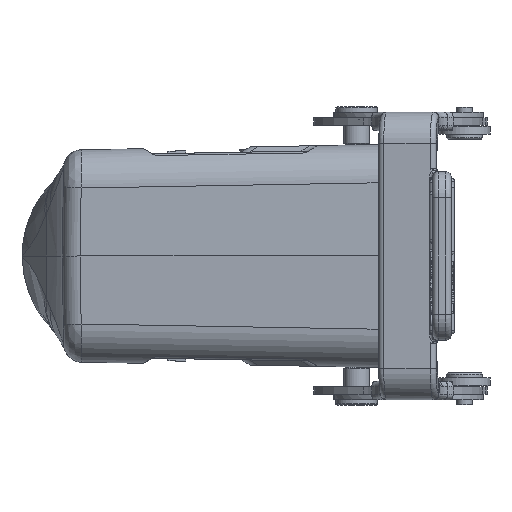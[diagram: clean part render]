
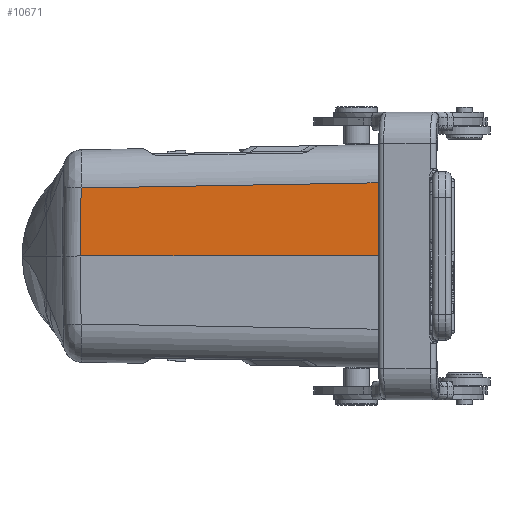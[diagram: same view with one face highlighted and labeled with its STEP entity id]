
A CAD part, left-side view. The second image highlights one B-rep face of the part: STEP entity #10671.
In plain terms, the highlighted planar face has unit normal (-1, 0.018, 0.017).
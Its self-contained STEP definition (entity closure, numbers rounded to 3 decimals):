
#9192=FACE_OUTER_BOUND('',#18606,.T.);
#10671=ADVANCED_FACE('',(#9192),#11494,.T.);
#11494=PLANE('',#34795);
#11813=LINE('',#42693,#13975);
#13604=LINE('',#54740,#15844);
#13613=LINE('',#54873,#15853);
#13614=LINE('',#54875,#15854);
#13975=VECTOR('',#35473,1.);
#15844=VECTOR('',#41342,1.);
#15853=VECTOR('',#41371,1.);
#15854=VECTOR('',#41374,1.);
#18606=EDGE_LOOP('',(#25496,#25497,#25498,#25499));
#25496=ORIENTED_EDGE('',*,*,#28573,.T.);
#25497=ORIENTED_EDGE('',*,*,#31650,.F.);
#25498=ORIENTED_EDGE('',*,*,#31665,.F.);
#25499=ORIENTED_EDGE('',*,*,#31666,.T.);
#26098=VERTEX_POINT('',#42375);
#26112=VERTEX_POINT('',#42664);
#26114=VERTEX_POINT('',#42687);
#26117=VERTEX_POINT('',#42692);
#28573=EDGE_CURVE('',#26114,#26117,#11813,.T.);
#31650=EDGE_CURVE('',#26112,#26117,#13604,.T.);
#31665=EDGE_CURVE('',#26098,#26112,#13613,.T.);
#31666=EDGE_CURVE('',#26098,#26114,#13614,.T.);
#34795=AXIS2_PLACEMENT_3D('',#54876,#41375,#41376);
#35473=DIRECTION('',(0.017,0.,1.));
#41342=DIRECTION('',(-0.017,-1.,0.017));
#41371=DIRECTION('',(0.017,-0.017,1.));
#41374=DIRECTION('',(-0.017,-1.,0.));
#41375=DIRECTION('',(-1.,0.017,0.017));
#41376=DIRECTION('',(0.017,1.,0.));
#42375=CARTESIAN_POINT('',(-58.978,128.562,0.));
#42664=CARTESIAN_POINT('',(-58.753,128.333,13.114));
#42687=CARTESIAN_POINT('',(-59.995,70.309,0.));
#42692=CARTESIAN_POINT('',(-59.748,70.309,14.127));
#42693=CARTESIAN_POINT('',(-59.57,70.309,24.334));
#54740=CARTESIAN_POINT('',(-59.757,69.801,14.135));
#54873=CARTESIAN_POINT('',(-58.543,128.119,25.331));
#54875=CARTESIAN_POINT('',(-58.978,128.562,0.));
#54876=CARTESIAN_POINT('',(-59.575,70.,24.335));
